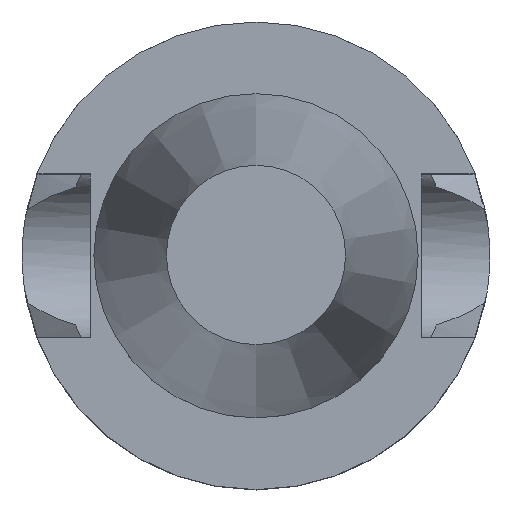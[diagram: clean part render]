
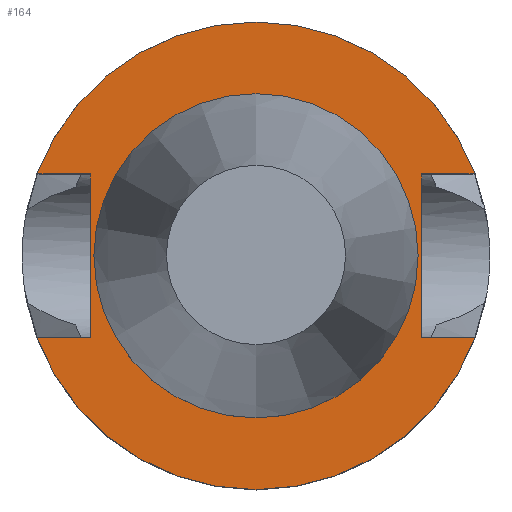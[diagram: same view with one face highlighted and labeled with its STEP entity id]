
A CAD part, top view. The second image highlights one B-rep face of the part: STEP entity #164.
In plain terms, the highlighted planar face has unit normal (0, 0, 1).
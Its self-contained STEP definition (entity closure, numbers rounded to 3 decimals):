
#138=EDGE_CURVE('240[2]',#392,#393,#394,.T.);
#161=EDGE_CURVE('240[2]',#428,#429,#430,.T.);
#164=ADVANCED_FACE('240[2]',(#433,#434),#435,.T.);
#166=EDGE_CURVE('240[2]',#437,#429,#438,.T.);
#181=EDGE_CURVE('240[2]',#458,#392,#459,.T.);
#202=EDGE_CURVE('240[2]',#491,#492,#493,.T.);
#204=EDGE_CURVE('240[2]',#492,#428,#495,.T.);
#208=EDGE_CURVE('240[2]',#491,#393,#500,.T.);
#306=EDGE_CURVE('240[2]',#626,#626,#627,.T.);
#308=EDGE_CURVE('240[2]',#437,#458,#629,.T.);
#392=VERTEX_POINT('',#817);
#393=VERTEX_POINT('',#818);
#394=LINE('',#819,#820);
#428=VERTEX_POINT('',#865);
#429=VERTEX_POINT('',#866);
#430=LINE('',#867,#868);
#433=FACE_OUTER_BOUND('',#872,.T.);
#434=FACE_BOUND('',#873,.T.);
#435=PLANE('',#874);
#437=VERTEX_POINT('',#877);
#438=CIRCLE('',#878,23.0);
#458=VERTEX_POINT('',#914);
#459=LINE('',#915,#916);
#491=VERTEX_POINT('',#958);
#492=VERTEX_POINT('',#959);
#493=LINE('',#960,#961);
#495=LINE('',#964,#965);
#500=CIRCLE('',#972,23.0);
#626=VERTEX_POINT('',#1431);
#627=CIRCLE('',#1432,15.948);
#629=LINE('',#1435,#1436);
#817=CARTESIAN_POINT('',(16.3,8.05,-2.0));
#818=CARTESIAN_POINT('',(21.545,8.05,-2.0));
#819=CARTESIAN_POINT('',(8.15,8.05,-2.0));
#820=VECTOR('',#1666,1.0);
#865=CARTESIAN_POINT('',(-16.3,-8.05,-2.0));
#866=CARTESIAN_POINT('',(-21.545,-8.05,-2.0));
#867=CARTESIAN_POINT('',(-8.15,-8.05,-2.0));
#868=VECTOR('',#1714,1.0);
#872=EDGE_LOOP('',(#1716,#1717,#1718,#1719,#1720,#1721,#1722,#1723));
#873=EDGE_LOOP('',(#1724));
#874=AXIS2_PLACEMENT_3D('',#1725,#1726,#1727);
#877=CARTESIAN_POINT('',(21.545,-8.05,-2.0));
#878=AXIS2_PLACEMENT_3D('',#1728,#1729,#1730);
#914=CARTESIAN_POINT('',(16.3,-8.05,-2.0));
#915=CARTESIAN_POINT('',(16.3,5.712,-2.0));
#916=VECTOR('',#1748,1.0);
#958=CARTESIAN_POINT('',(-21.545,8.05,-2.0));
#959=CARTESIAN_POINT('',(-16.3,8.05,-2.0));
#960=CARTESIAN_POINT('',(-8.15,8.05,-2.0));
#961=VECTOR('',#1784,1.0);
#964=CARTESIAN_POINT('',(-16.3,13.762,-2.0));
#965=VECTOR('',#1785,1.0);
#972=AXIS2_PLACEMENT_3D('',#1789,#1790,#1791);
#1431=CARTESIAN_POINT('',(0.,15.948,-2.0));
#1432=AXIS2_PLACEMENT_3D('',#1925,#1926,#1927);
#1435=CARTESIAN_POINT('',(8.15,-8.05,-2.0));
#1436=VECTOR('',#1928,1.0);
#1666=DIRECTION('',(1.0,0.,0.));
#1714=DIRECTION('',(-1.0,0.,0.));
#1716=ORIENTED_EDGE('',*,*,#161,.T.);
#1717=ORIENTED_EDGE('',*,*,#166,.F.);
#1718=ORIENTED_EDGE('',*,*,#308,.T.);
#1719=ORIENTED_EDGE('',*,*,#181,.T.);
#1720=ORIENTED_EDGE('',*,*,#138,.T.);
#1721=ORIENTED_EDGE('',*,*,#208,.F.);
#1722=ORIENTED_EDGE('',*,*,#202,.T.);
#1723=ORIENTED_EDGE('',*,*,#204,.T.);
#1724=ORIENTED_EDGE('',*,*,#306,.T.);
#1725=CARTESIAN_POINT('',(0.,19.474,-2.0));
#1726=DIRECTION('',(0.,0.,1.0));
#1727=DIRECTION('',(1.0,0.,0.0));
#1728=CARTESIAN_POINT('',(0.,0.,-2.0));
#1729=DIRECTION('',(0.,0.,-1.0));
#1730=DIRECTION('',(0.,1.0,0.));
#1748=DIRECTION('',(0.0,1.0,0.));
#1784=DIRECTION('',(1.0,0.,0.));
#1785=DIRECTION('',(0.0,-1.0,0.));
#1789=CARTESIAN_POINT('',(0.,0.,-2.0));
#1790=DIRECTION('',(0.,0.,-1.0));
#1791=DIRECTION('',(0.,1.0,0.));
#1925=CARTESIAN_POINT('',(0.,0.,-2.0));
#1926=DIRECTION('',(0.,0.,-1.0));
#1927=DIRECTION('',(0.,1.0,0.));
#1928=DIRECTION('',(-1.0,0.,0.));
